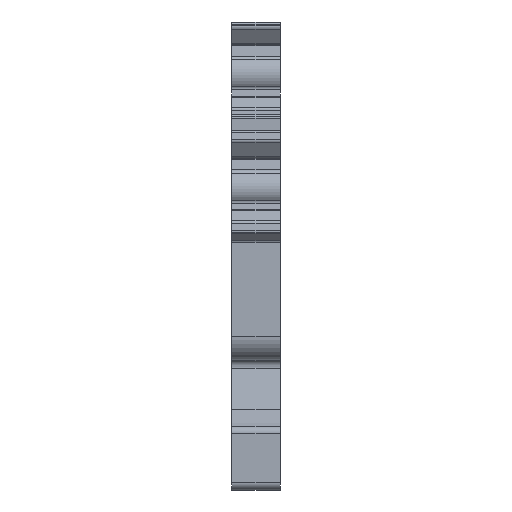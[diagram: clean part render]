
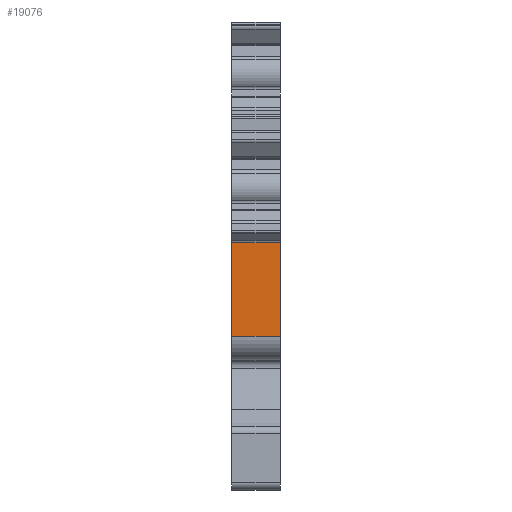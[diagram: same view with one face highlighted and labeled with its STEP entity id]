
A CAD part, left-side view. The second image highlights one B-rep face of the part: STEP entity #19076.
In plain terms, the highlighted planar face has unit normal (-1, 0, 0).
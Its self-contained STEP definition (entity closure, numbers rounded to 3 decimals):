
#3981 = DIRECTION ( 'NONE',  ( 0., 0., -1. ) ) ;
#5137 = EDGE_CURVE ( 'NONE', #7359, #10877, #25823, .T. ) ;
#5919 = CARTESIAN_POINT ( 'NONE',  ( -56.9, 5., 8.734 ) ) ;
#6322 = DIRECTION ( 'NONE',  ( 0., 1., 0. ) ) ;
#6521 = EDGE_CURVE ( 'NONE', #37161, #30842, #17184, .T. ) ;
#7359 = VERTEX_POINT ( 'NONE', #32909 ) ;
#9667 = FACE_OUTER_BOUND ( 'NONE', #32841, .T. ) ;
#10877 = VERTEX_POINT ( 'NONE', #11296 ) ;
#11296 = CARTESIAN_POINT ( 'NONE',  ( -56.9, 0., 18.488 ) ) ;
#15985 = VECTOR ( 'NONE', #39799, 1000. ) ;
#17184 = LINE ( 'NONE', #19891, #22755 ) ;
#17373 = CARTESIAN_POINT ( 'NONE',  ( -56.9, 0., 8.734 ) ) ;
#19076 = ADVANCED_FACE ( 'NONE', ( #9667 ), #35136, .T. ) ;
#19891 = CARTESIAN_POINT ( 'NONE',  ( -56.9, 5., 8.734 ) ) ;
#22690 = EDGE_CURVE ( 'NONE', #7359, #37161, #36145, .T. ) ;
#22755 = VECTOR ( 'NONE', #26148, 1000. ) ;
#24912 = LINE ( 'NONE', #34351, #27448 ) ;
#25145 = CARTESIAN_POINT ( 'NONE',  ( -56.9, 5., 8.734 ) ) ;
#25823 = LINE ( 'NONE', #29968, #15985 ) ;
#26112 = CARTESIAN_POINT ( 'NONE',  ( -56.9, 5., 8.734 ) ) ;
#26148 = DIRECTION ( 'NONE',  ( 0., -1., 0. ) ) ;
#26907 = ORIENTED_EDGE ( 'NONE', *, *, #37047, .F. ) ;
#27220 = ORIENTED_EDGE ( 'NONE', *, *, #6521, .T. ) ;
#27448 = VECTOR ( 'NONE', #27653, 1000. ) ;
#27653 = DIRECTION ( 'NONE',  ( 0., 0., -1. ) ) ;
#27920 = AXIS2_PLACEMENT_3D ( 'NONE', #5919, #41201, #6322 ) ;
#29968 = CARTESIAN_POINT ( 'NONE',  ( -56.9, 5., 18.488 ) ) ;
#30842 = VERTEX_POINT ( 'NONE', #17373 ) ;
#32841 = EDGE_LOOP ( 'NONE', ( #26907, #38549, #40529, #27220 ) ) ;
#32909 = CARTESIAN_POINT ( 'NONE',  ( -56.9, 5., 18.488 ) ) ;
#34351 = CARTESIAN_POINT ( 'NONE',  ( -56.9, 0., 8.734 ) ) ;
#35136 = PLANE ( 'NONE',  #27920 ) ;
#36145 = LINE ( 'NONE', #26112, #39524 ) ;
#37047 = EDGE_CURVE ( 'NONE', #10877, #30842, #24912, .T. ) ;
#37161 = VERTEX_POINT ( 'NONE', #25145 ) ;
#38549 = ORIENTED_EDGE ( 'NONE', *, *, #5137, .F. ) ;
#39524 = VECTOR ( 'NONE', #3981, 1000. ) ;
#39799 = DIRECTION ( 'NONE',  ( 0., -1., 0. ) ) ;
#40529 = ORIENTED_EDGE ( 'NONE', *, *, #22690, .T. ) ;
#41201 = DIRECTION ( 'NONE',  ( -1., 0., 0. ) ) ;
